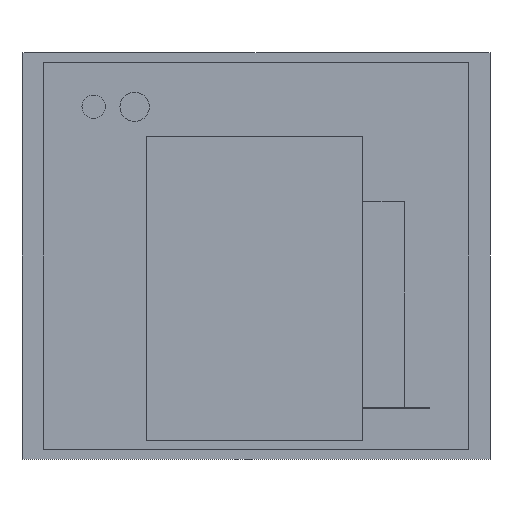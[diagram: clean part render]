
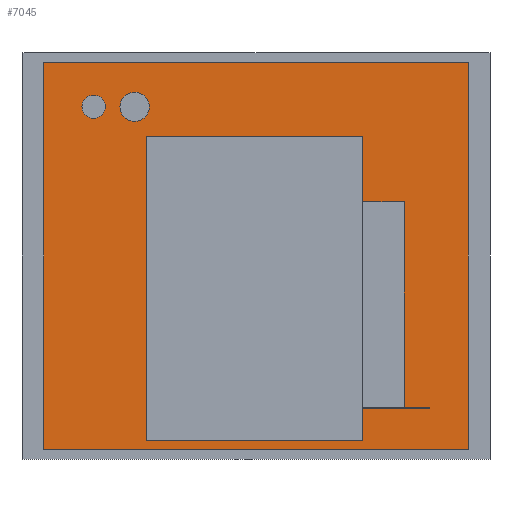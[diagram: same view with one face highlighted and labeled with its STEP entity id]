
A CAD part, front view. The second image highlights one B-rep face of the part: STEP entity #7045.
In plain terms, the highlighted planar face has unit normal (0, -1, 0).
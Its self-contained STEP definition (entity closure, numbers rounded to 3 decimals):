
#97=FACE_BOUND('',#672,.T.);
#98=FACE_BOUND('',#673,.T.);
#109=CIRCLE('',#7514,20.);
#111=CIRCLE('',#7518,25.);
#243=FACE_OUTER_BOUND('',#671,.T.);
#671=EDGE_LOOP('',(#4746,#4747,#4748,#4749));
#672=EDGE_LOOP('',(#4750));
#673=EDGE_LOOP('',(#4751));
#1134=LINE('',#10053,#2067);
#1136=LINE('',#10057,#2069);
#1138=LINE('',#10061,#2071);
#1140=LINE('',#10064,#2073);
#2067=VECTOR('',#8113,10.);
#2069=VECTOR('',#8117,10.);
#2071=VECTOR('',#8121,10.);
#2073=VECTOR('',#8125,10.);
#2962=VERTEX_POINT('',#9979);
#2964=VERTEX_POINT('',#9986);
#2985=VERTEX_POINT('',#10050);
#2986=VERTEX_POINT('',#10052);
#2987=VERTEX_POINT('',#10056);
#2988=VERTEX_POINT('',#10060);
#3641=EDGE_CURVE('',#2962,#2962,#109,.T.);
#3644=EDGE_CURVE('',#2964,#2964,#111,.T.);
#3674=EDGE_CURVE('',#2986,#2985,#1134,.T.);
#3676=EDGE_CURVE('',#2987,#2986,#1136,.T.);
#3678=EDGE_CURVE('',#2988,#2987,#1138,.T.);
#3680=EDGE_CURVE('',#2985,#2988,#1140,.T.);
#4746=ORIENTED_EDGE('',*,*,#3680,.T.);
#4747=ORIENTED_EDGE('',*,*,#3678,.T.);
#4748=ORIENTED_EDGE('',*,*,#3676,.T.);
#4749=ORIENTED_EDGE('',*,*,#3674,.T.);
#4750=ORIENTED_EDGE('',*,*,#3641,.T.);
#4751=ORIENTED_EDGE('',*,*,#3644,.T.);
#6655=PLANE('',#7535);
#7045=ADVANCED_FACE('',(#243,#97,#98),#6655,.T.);
#7514=AXIS2_PLACEMENT_3D('',#9981,#8047,#8048);
#7518=AXIS2_PLACEMENT_3D('',#9988,#8056,#8057);
#7535=AXIS2_PLACEMENT_3D('',#10065,#8126,#8127);
#8047=DIRECTION('center_axis',(0.,1.,0.));
#8048=DIRECTION('ref_axis',(1.,0.,0.));
#8056=DIRECTION('center_axis',(0.,1.,0.));
#8057=DIRECTION('ref_axis',(1.,0.,0.));
#8113=DIRECTION('',(1.,0.,0.));
#8117=DIRECTION('',(0.,0.,-1.));
#8121=DIRECTION('',(-1.,0.,0.));
#8125=DIRECTION('',(0.,0.,1.));
#8126=DIRECTION('center_axis',(0.,-1.,0.));
#8127=DIRECTION('ref_axis',(0.,0.,-1.));
#9979=CARTESIAN_POINT('',(-297.5,-370.,255.));
#9981=CARTESIAN_POINT('Origin',(-277.5,-370.,255.));
#9986=CARTESIAN_POINT('',(-232.5,-370.,255.));
#9988=CARTESIAN_POINT('Origin',(-207.5,-370.,255.));
#10050=CARTESIAN_POINT('',(362.5,-370.,-330.));
#10052=CARTESIAN_POINT('',(-362.5,-370.,-330.));
#10053=CARTESIAN_POINT('',(362.5,-370.,-330.));
#10056=CARTESIAN_POINT('',(-362.5,-370.,330.));
#10057=CARTESIAN_POINT('',(-362.5,-370.,-330.));
#10060=CARTESIAN_POINT('',(362.5,-370.,330.));
#10061=CARTESIAN_POINT('',(-362.5,-370.,330.));
#10064=CARTESIAN_POINT('',(362.5,-370.,330.));
#10065=CARTESIAN_POINT('Origin',(0.,-370.,0.));
